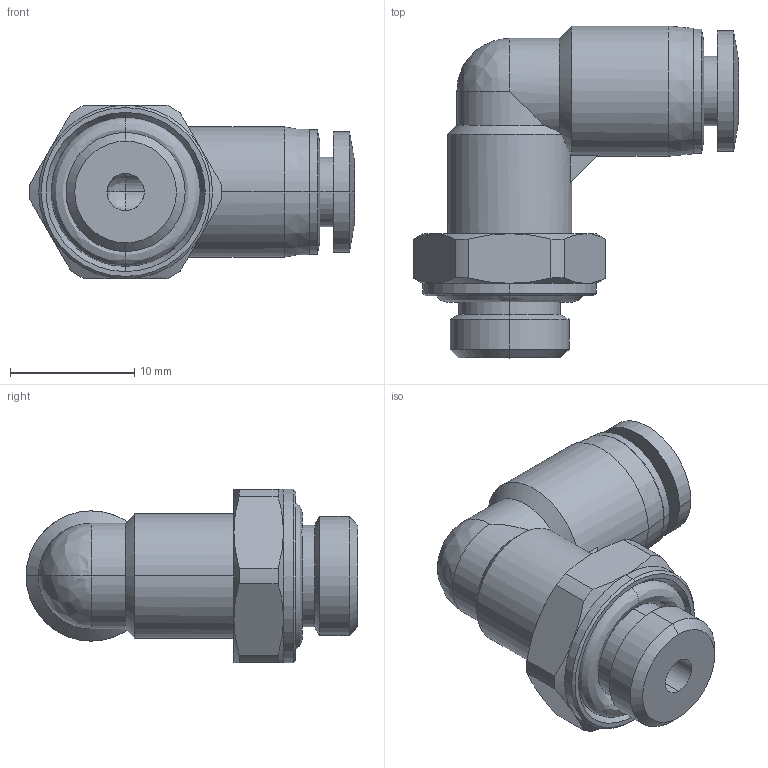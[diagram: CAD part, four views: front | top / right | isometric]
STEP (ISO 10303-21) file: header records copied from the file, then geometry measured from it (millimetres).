
FILE_DESCRIPTION (( 'STEP AP214' ), '1' );
FILE_NAME ('ME4M-18G.step', '2016-02-24T20:40:08', ( '' ), ( '' ), 'SwSTEP 2.0', 'SolidWorks 2015', '' );
FILE_SCHEMA (( 'AUTOMOTIVE_DESIGN' ));
Length unit declared in the file: inch
Products named in the file (1): ME4M-18G
Bounding box: 26.2 x 26.75 x 14 mm (x, y, z)
Volume: 2913.7 mm3; surface area: 2369.8 mm2
Topology: 2 solids, 2 shells, 90 faces, 206 edges, 121 vertices
Faces by surface type: cylinder 33, cone 29, plane 18, bspline 8, torus 2
Entity records: 2755 total; most frequent: CARTESIAN_POINT 734, DIRECTION 428, ORIENTED_EDGE 404, EDGE_CURVE 202, AXIS2_PLACEMENT_3D 185, VERTEX_POINT 121, CIRCLE 102, EDGE_LOOP 99
